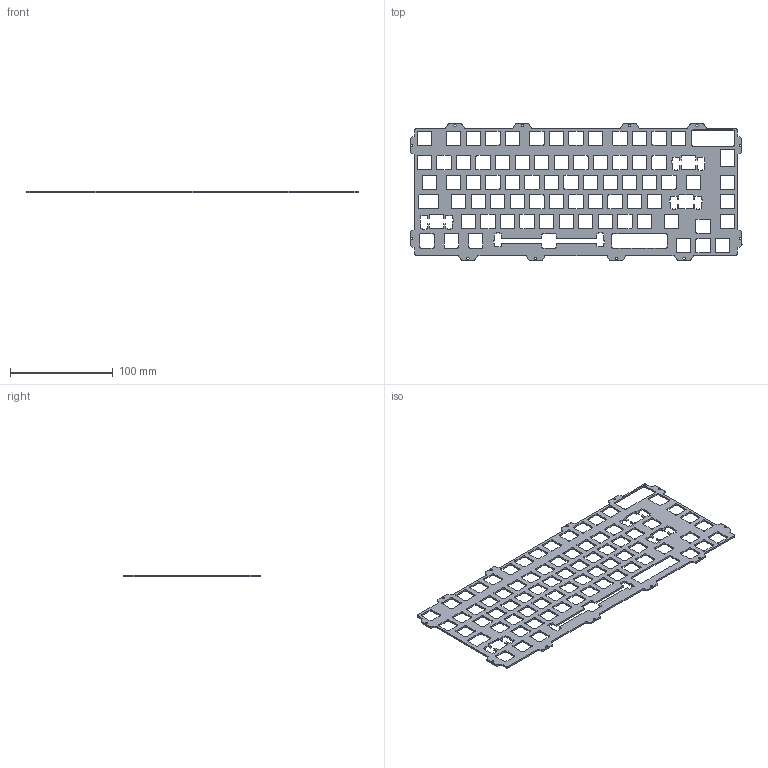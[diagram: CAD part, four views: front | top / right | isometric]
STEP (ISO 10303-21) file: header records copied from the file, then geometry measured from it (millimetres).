
FILE_DESCRIPTION(/* description */ (''),/* implementation_level */ '2;1');
FILE_NAME(/* name */ 'S75_ANSI_625_WK_BKSP_1.6mm.step',/* time_stamp */ '2024-01-18T20:32:54Z',/* author */ (''),/* organization */ (''),/* preprocessor_version */ 'ST-DEVELOPER v20',/* originating_system */ 'Autodesk Translation Framework v12.14.0.127',/* authorisation */ '');
FILE_SCHEMA (('AUTOMOTIVE_DESIGN { 1 0 10303 214 3 1 1 }'));
Length unit declared in the file: millimetre
Products named in the file (1): (Unsaved)
Bounding box: 323.38 x 132.89 x 1.6 mm (x, y, z)
Volume: 34954.9 mm3; surface area: 53215.3 mm2
Topology: 1 solids, 1 shells, 898 faces, 2688 edges, 1792 vertices
Faces by surface type: plane 508, cylinder 390
Full cylindrical faces by diameter (mm): 2.2 x12
Entity records: 30773 total; most frequent: CARTESIAN_POINT 5379, ORIENTED_EDGE 5376, DIRECTION 5266, EDGE_CURVE 2688, LINE 1908, VECTOR 1908, VERTEX_POINT 1792, AXIS2_PLACEMENT_3D 1679
